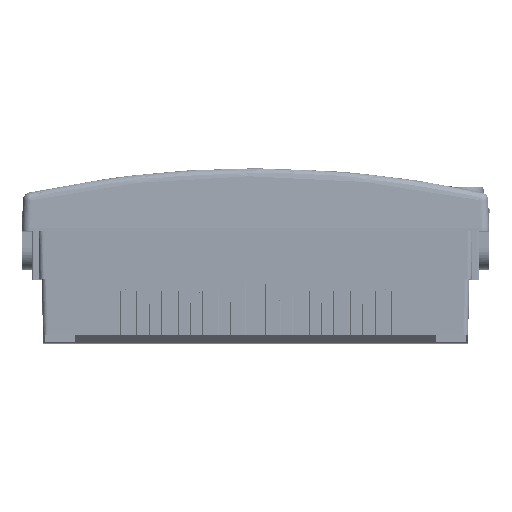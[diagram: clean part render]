
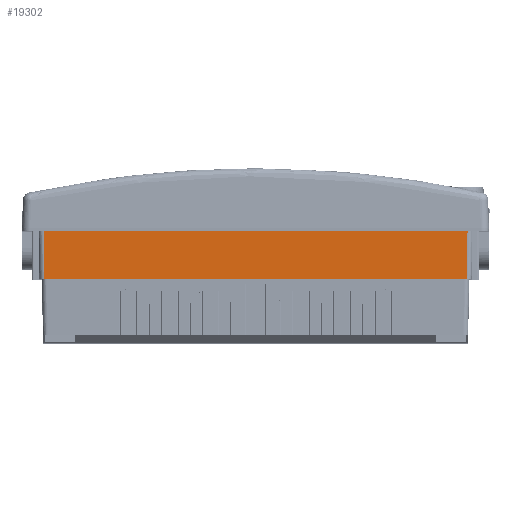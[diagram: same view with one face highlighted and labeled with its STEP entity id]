
A CAD part, top view. The second image highlights one B-rep face of the part: STEP entity #19302.
In plain terms, the highlighted planar face has unit normal (0, -0.018, 1).
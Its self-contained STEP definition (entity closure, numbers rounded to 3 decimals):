
#1076=DIRECTION('',(-1.,0.,0.));
#1077=VECTOR('',#1076,255.896);
#1078=CARTESIAN_POINT('',(127.948,38.8,167.297));
#1079=LINE('',#1078,#1077);
#1083=DIRECTION('',(-0.017,1.,0.017));
#1084=VECTOR('',#1083,28.809);
#1085=CARTESIAN_POINT('',(-127.948,38.8,167.297));
#1086=LINE('',#1085,#1084);
#1090=DIRECTION('',(1.,0.,0.));
#1091=VECTOR('',#1090,256.901);
#1092=CARTESIAN_POINT('',(-128.45,67.6,167.8));
#1093=LINE('',#1092,#1091);
#1097=DIRECTION('',(-0.017,-1.,-0.017));
#1098=VECTOR('',#1097,28.809);
#1099=CARTESIAN_POINT('',(128.45,67.6,167.8));
#1100=LINE('',#1099,#1098);
#2958=CARTESIAN_POINT('',(128.45,67.6,167.8));
#16208=VERTEX_POINT('',#2958);
#16209=CARTESIAN_POINT('',(-128.45,67.6,167.8));
#16210=VERTEX_POINT('',#16209);
#16291=CARTESIAN_POINT('',(127.948,38.8,167.297));
#16292=CARTESIAN_POINT('',(-127.948,38.8,167.297));
#16293=VERTEX_POINT('',#16291);
#16294=VERTEX_POINT('',#16292);
#19289=CARTESIAN_POINT('',(141.5,67.6,167.8));
#19290=DIRECTION('',(0.,-0.017,1.));
#19291=DIRECTION('',(0.,-1.,-0.017));
#19292=AXIS2_PLACEMENT_3D('',#19289,#19290,#19291);
#19293=PLANE('',#19292);
#19294=ORIENTED_EDGE('',*,*,#19118,.T.);
#19296=ORIENTED_EDGE('',*,*,#19295,.T.);
#19297=ORIENTED_EDGE('',*,*,#18929,.T.);
#19299=ORIENTED_EDGE('',*,*,#19298,.T.);
#19300=EDGE_LOOP('',(#19294,#19296,#19297,#19299));
#19301=FACE_OUTER_BOUND('',#19300,.F.);
#18929=EDGE_CURVE('',#16210,#16208,#1093,.T.);
#19118=EDGE_CURVE('',#16293,#16294,#1079,.T.);
#19295=EDGE_CURVE('',#16294,#16210,#1086,.T.);
#19298=EDGE_CURVE('',#16208,#16293,#1100,.T.);
#19302=ADVANCED_FACE('',(#19301),#19293,.T.);
